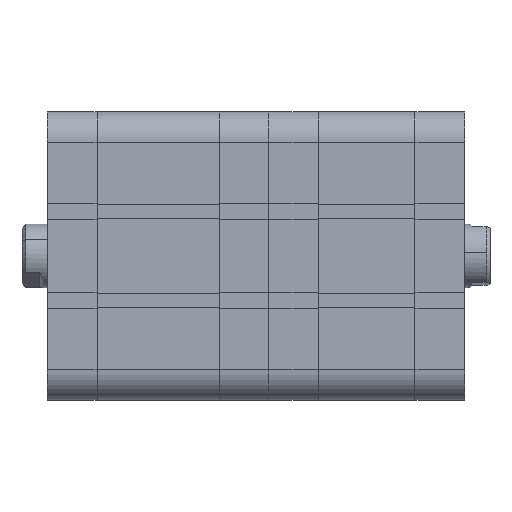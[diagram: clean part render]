
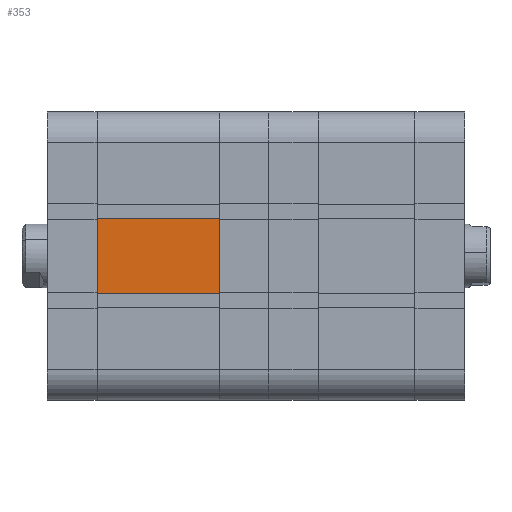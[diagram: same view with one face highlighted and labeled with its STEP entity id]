
A CAD part, front view. The second image highlights one B-rep face of the part: STEP entity #353.
In plain terms, the highlighted planar face has unit normal (0, -1, 0).
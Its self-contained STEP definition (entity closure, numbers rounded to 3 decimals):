
#353 = ADVANCED_FACE ( 'NONE', ( #16207 ), #19354, .F. ) ;
#1030 = LINE ( 'NONE', #15199, #26698 ) ;
#1302 = AXIS2_PLACEMENT_3D ( 'NONE', #18774, #25027, #10110 ) ;
#1376 = CARTESIAN_POINT ( 'NONE',  ( 48., -56.75, -14.7 ) ) ;
#1703 = VERTEX_POINT ( 'NONE', #9672 ) ;
#2368 = VECTOR ( 'NONE', #22924, 1000. ) ;
#2741 = VECTOR ( 'NONE', #18717, 1000. ) ;
#4547 = EDGE_CURVE ( 'NONE', #22193, #1703, #1030, .T. ) ;
#6924 = VECTOR ( 'NONE', #9112, 1000. ) ;
#9112 = DIRECTION ( 'NONE',  ( -1., 0., 0. ) ) ;
#9672 = CARTESIAN_POINT ( 'NONE',  ( 0., -56.75, -14.7 ) ) ;
#10110 = DIRECTION ( 'NONE',  ( 0., 0., 1. ) ) ;
#14095 = LINE ( 'NONE', #35335, #2368 ) ;
#15199 = CARTESIAN_POINT ( 'NONE',  ( 48.001, -56.75, -14.7 ) ) ;
#16207 = FACE_OUTER_BOUND ( 'NONE', #32441, .T. ) ;
#16800 = EDGE_CURVE ( 'NONE', #36316, #1703, #25157, .T. ) ;
#18162 = CARTESIAN_POINT ( 'NONE',  ( 48.001, -56.75, 14.7 ) ) ;
#18515 = CARTESIAN_POINT ( 'NONE',  ( 0., -56.75, -56.75 ) ) ;
#18717 = DIRECTION ( 'NONE',  ( 0., 0., -1. ) ) ;
#18774 = CARTESIAN_POINT ( 'NONE',  ( 48., -56.75, -56.75 ) ) ;
#19354 = PLANE ( 'NONE',  #1302 ) ;
#19718 = ORIENTED_EDGE ( 'NONE', *, *, #32567, .T. ) ;
#21261 = CARTESIAN_POINT ( 'NONE',  ( 0., -56.75, 14.7 ) ) ;
#22193 = VERTEX_POINT ( 'NONE', #1376 ) ;
#22924 = DIRECTION ( 'NONE',  ( 0., 0., -1. ) ) ;
#24141 = EDGE_CURVE ( 'NONE', #35958, #22193, #14095, .T. ) ;
#25027 = DIRECTION ( 'NONE',  ( 0., 1., 0. ) ) ;
#25157 = LINE ( 'NONE', #18515, #2741 ) ;
#26698 = VECTOR ( 'NONE', #33279, 1000. ) ;
#28878 = ORIENTED_EDGE ( 'NONE', *, *, #16800, .T. ) ;
#30320 = LINE ( 'NONE', #18162, #6924 ) ;
#32441 = EDGE_LOOP ( 'NONE', ( #19718, #28878, #37792, #38088 ) ) ;
#32567 = EDGE_CURVE ( 'NONE', #35958, #36316, #30320, .T. ) ;
#33279 = DIRECTION ( 'NONE',  ( -1., 0., 0. ) ) ;
#35335 = CARTESIAN_POINT ( 'NONE',  ( 48., -56.75, -56.75 ) ) ;
#35707 = CARTESIAN_POINT ( 'NONE',  ( 48., -56.75, 14.7 ) ) ;
#35958 = VERTEX_POINT ( 'NONE', #35707 ) ;
#36316 = VERTEX_POINT ( 'NONE', #21261 ) ;
#37792 = ORIENTED_EDGE ( 'NONE', *, *, #4547, .F. ) ;
#38088 = ORIENTED_EDGE ( 'NONE', *, *, #24141, .F. ) ;
